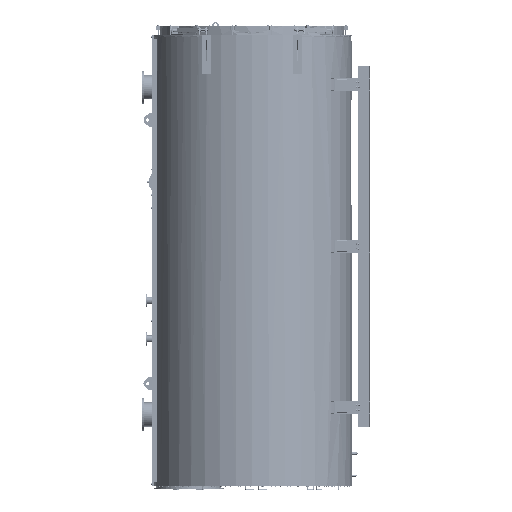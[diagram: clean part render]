
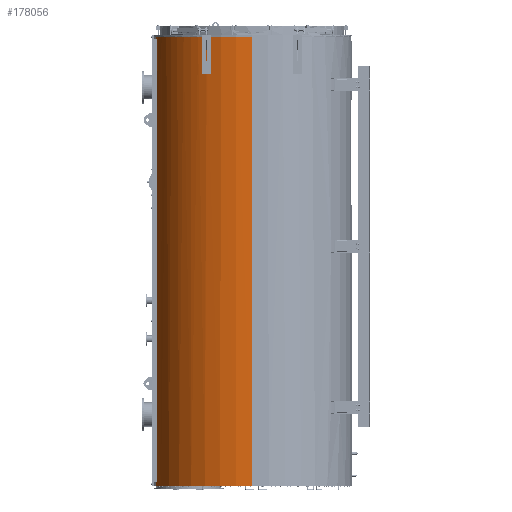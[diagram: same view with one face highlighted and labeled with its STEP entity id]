
A CAD part, left-side view. The second image highlights one B-rep face of the part: STEP entity #178056.
In plain terms, the highlighted cylindrical face has radius 1559.8 mm (diameter 3119.6 mm), a partial arc.
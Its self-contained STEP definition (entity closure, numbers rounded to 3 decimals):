
#388=ELLIPSE('',#193820,2006.832,1559.8);
#6094=CYLINDRICAL_SURFACE('',#194157,1559.8);
#18405=FACE_BOUND('',#36991,.T.);
#18406=FACE_BOUND('',#36992,.T.);
#25879=FACE_OUTER_BOUND('',#36990,.T.);
#36990=EDGE_LOOP('',(#150516,#150517,#150518,#150519,#150520,#150521,#150522,
#150523));
#36991=EDGE_LOOP('',(#150524,#150525,#150526,#150527));
#36992=EDGE_LOOP('',(#150528,#150529,#150530,#150531));
#42340=CIRCLE('',#183864,1559.8);
#46302=CIRCLE('',#192473,1559.8);
#46303=CIRCLE('',#192475,1559.8);
#46929=CIRCLE('',#194053,1559.8);
#46930=CIRCLE('',#194057,1559.8);
#46931=CIRCLE('',#194059,1559.8);
#46932=CIRCLE('',#194063,1559.8);
#59706=LINE('',#301571,#72153);
#59708=LINE('',#301575,#72155);
#59712=LINE('',#301587,#72159);
#59714=LINE('',#301591,#72161);
#59781=LINE('',#301794,#72228);
#59782=LINE('',#301796,#72229);
#59783=LINE('',#301797,#72230);
#59784=LINE('',#301798,#72231);
#72153=VECTOR('',#235200,10.);
#72155=VECTOR('',#235204,10.);
#72159=VECTOR('',#235218,10.);
#72161=VECTOR('',#235222,10.);
#72228=VECTOR('',#235479,10.);
#72229=VECTOR('',#235482,10.);
#72230=VECTOR('',#235483,10.);
#72231=VECTOR('',#235484,10.);
#77511=VERTEX_POINT('',#260203);
#77512=VERTEX_POINT('',#260205);
#84974=VERTEX_POINT('',#293728);
#84977=VERTEX_POINT('',#293734);
#84978=VERTEX_POINT('',#293738);
#84979=VERTEX_POINT('',#293740);
#86536=VERTEX_POINT('',#299915);
#86537=VERTEX_POINT('',#299916);
#86785=VERTEX_POINT('',#301564);
#86786=VERTEX_POINT('',#301565);
#86787=VERTEX_POINT('',#301570);
#86788=VERTEX_POINT('',#301574);
#86789=VERTEX_POINT('',#301580);
#86790=VERTEX_POINT('',#301581);
#86791=VERTEX_POINT('',#301586);
#86792=VERTEX_POINT('',#301590);
#94728=EDGE_CURVE('',#77511,#77512,#42340,.T.);
#106217=EDGE_CURVE('',#84974,#84977,#46302,.T.);
#106219=EDGE_CURVE('',#84979,#84978,#46303,.T.);
#108684=EDGE_CURVE('',#86536,#86537,#388,.T.);
#109010=EDGE_CURVE('',#86785,#86786,#46929,.T.);
#109013=EDGE_CURVE('',#86787,#86785,#59706,.T.);
#109015=EDGE_CURVE('',#86786,#86788,#59708,.T.);
#109017=EDGE_CURVE('',#86788,#86787,#46930,.T.);
#109018=EDGE_CURVE('',#86789,#86790,#46931,.T.);
#109021=EDGE_CURVE('',#86791,#86789,#59712,.T.);
#109023=EDGE_CURVE('',#86790,#86792,#59714,.T.);
#109025=EDGE_CURVE('',#86792,#86791,#46932,.T.);
#109126=EDGE_CURVE('',#84979,#77511,#59781,.T.);
#109127=EDGE_CURVE('',#86537,#84978,#59782,.T.);
#109128=EDGE_CURVE('',#84974,#86536,#59783,.T.);
#109129=EDGE_CURVE('',#84977,#77512,#59784,.T.);
#150516=ORIENTED_EDGE('',*,*,#109126,.F.);
#150517=ORIENTED_EDGE('',*,*,#106219,.T.);
#150518=ORIENTED_EDGE('',*,*,#109127,.F.);
#150519=ORIENTED_EDGE('',*,*,#108684,.F.);
#150520=ORIENTED_EDGE('',*,*,#109128,.F.);
#150521=ORIENTED_EDGE('',*,*,#106217,.T.);
#150522=ORIENTED_EDGE('',*,*,#109129,.T.);
#150523=ORIENTED_EDGE('',*,*,#94728,.F.);
#150524=ORIENTED_EDGE('',*,*,#109010,.F.);
#150525=ORIENTED_EDGE('',*,*,#109013,.F.);
#150526=ORIENTED_EDGE('',*,*,#109017,.F.);
#150527=ORIENTED_EDGE('',*,*,#109015,.F.);
#150528=ORIENTED_EDGE('',*,*,#109018,.F.);
#150529=ORIENTED_EDGE('',*,*,#109021,.F.);
#150530=ORIENTED_EDGE('',*,*,#109025,.F.);
#150531=ORIENTED_EDGE('',*,*,#109023,.F.);
#178056=ADVANCED_FACE('',(#25879,#18405,#18406),#6094,.T.);
#183864=AXIS2_PLACEMENT_3D('',#260206,#206907,#206908);
#192473=AXIS2_PLACEMENT_3D('',#293736,#230199,#230200);
#192475=AXIS2_PLACEMENT_3D('',#293741,#230204,#230205);
#193820=AXIS2_PLACEMENT_3D('',#299917,#234583,#234584);
#194053=AXIS2_PLACEMENT_3D('',#301566,#235194,#235195);
#194057=AXIS2_PLACEMENT_3D('',#301578,#235208,#235209);
#194059=AXIS2_PLACEMENT_3D('',#301582,#235212,#235213);
#194063=AXIS2_PLACEMENT_3D('',#301594,#235226,#235227);
#194157=AXIS2_PLACEMENT_3D('',#301795,#235480,#235481);
#206907=DIRECTION('center_axis',(0.,0.,
-1.));
#206908=DIRECTION('ref_axis',(0.,1.,0.));
#230199=DIRECTION('center_axis',(0.,0.,
-1.));
#230200=DIRECTION('ref_axis',(0.,1.,0.));
#230204=DIRECTION('center_axis',(0.,0.,
-1.));
#230205=DIRECTION('ref_axis',(0.,1.,0.));
#234583=DIRECTION('center_axis',(0.629,0.,
0.777));
#234584=DIRECTION('ref_axis',(0.777,0.,-0.629));
#235194=DIRECTION('center_axis',(0.,0.,
1.));
#235195=DIRECTION('ref_axis',(0.,1.,0.));
#235200=DIRECTION('',(0.,0.,-1.));
#235204=DIRECTION('',(0.,0.,1.));
#235208=DIRECTION('center_axis',(0.,0.,
-1.));
#235209=DIRECTION('ref_axis',(0.,1.,0.));
#235212=DIRECTION('center_axis',(0.,0.,
1.));
#235213=DIRECTION('ref_axis',(0.,1.,0.));
#235218=DIRECTION('',(0.,0.,-1.));
#235222=DIRECTION('',(0.,0.,1.));
#235226=DIRECTION('center_axis',(0.,0.,
-1.));
#235227=DIRECTION('ref_axis',(0.,1.,0.));
#235479=DIRECTION('',(0.,0.,-1.));
#235480=DIRECTION('center_axis',(0.,0.,
-1.));
#235481=DIRECTION('ref_axis',(0.,1.,0.));
#235482=DIRECTION('',(0.,0.,1.));
#235483=DIRECTION('',(0.,0.,-1.));
#235484=DIRECTION('',(0.,0.,-1.));
#260203=CARTESIAN_POINT('',(-1643.068,1910.54,-3663.751));
#260205=CARTESIAN_POINT('',(-486.974,3417.141,-3663.751));
#260206=CARTESIAN_POINT('Origin',(-83.268,1910.49,-3663.751));
#293728=CARTESIAN_POINT('',(-1468.507,2627.49,3346.249));
#293734=CARTESIAN_POINT('',(-486.974,3417.141,3346.249));
#293736=CARTESIAN_POINT('Origin',(-83.268,1910.49,3346.249));
#293738=CARTESIAN_POINT('',(-1474.653,2615.49,3346.249));
#293740=CARTESIAN_POINT('',(-1643.068,1910.54,3346.249));
#293741=CARTESIAN_POINT('Origin',(-83.268,1910.49,3346.249));
#299915=CARTESIAN_POINT('',(-1468.507,2627.49,3142.728));
#299916=CARTESIAN_POINT('',(-1474.653,2615.49,3147.703));
#299917=CARTESIAN_POINT('Origin',(-83.268,1910.49,2021.344));
#301564=CARTESIAN_POINT('',(-503.268,3412.68,1941.249));
#301565=CARTESIAN_POINT('',(-523.268,3406.945,1941.249));
#301566=CARTESIAN_POINT('Origin',(-83.268,1910.49,1941.249));
#301570=CARTESIAN_POINT('',(-503.268,3412.68,2151.249));
#301571=CARTESIAN_POINT('',(-503.268,3412.68,3346.249));
#301574=CARTESIAN_POINT('',(-523.268,3406.945,2151.249));
#301575=CARTESIAN_POINT('',(-523.268,3406.945,3346.249));
#301578=CARTESIAN_POINT('Origin',(-83.268,1910.49,2151.249));
#301580=CARTESIAN_POINT('',(-503.268,3412.68,-2178.751));
#301581=CARTESIAN_POINT('',(-523.268,3406.945,-2178.751));
#301582=CARTESIAN_POINT('Origin',(-83.268,1910.49,-2178.751));
#301586=CARTESIAN_POINT('',(-503.268,3412.68,-1968.751));
#301587=CARTESIAN_POINT('',(-503.268,3412.68,3346.249));
#301590=CARTESIAN_POINT('',(-523.268,3406.945,-1968.751));
#301591=CARTESIAN_POINT('',(-523.268,3406.945,3346.249));
#301594=CARTESIAN_POINT('Origin',(-83.268,1910.49,-1968.751));
#301794=CARTESIAN_POINT('',(-1643.068,1910.54,3346.249));
#301795=CARTESIAN_POINT('Origin',(-83.268,1910.49,3346.249));
#301796=CARTESIAN_POINT('',(-1474.653,2615.49,3346.249));
#301797=CARTESIAN_POINT('',(-1468.507,2627.49,3346.249));
#301798=CARTESIAN_POINT('',(-486.974,3417.141,3346.249));
